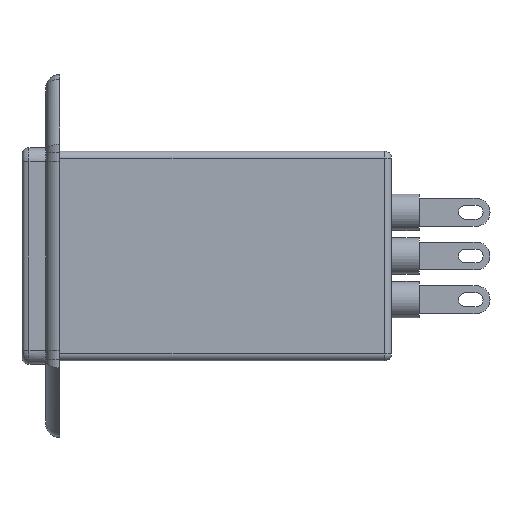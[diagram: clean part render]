
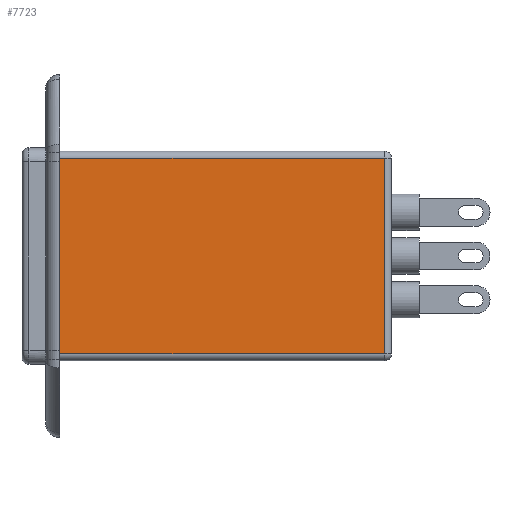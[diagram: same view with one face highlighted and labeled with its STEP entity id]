
A CAD part, front view. The second image highlights one B-rep face of the part: STEP entity #7723.
In plain terms, the highlighted planar face has unit normal (0, -1, 0).
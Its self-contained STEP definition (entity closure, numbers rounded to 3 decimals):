
#143 = DIRECTION ( 'NONE',  ( 1., 0., 0. ) ) ;
#381 = VERTEX_POINT ( 'NONE', #2765 ) ;
#639 = VERTEX_POINT ( 'NONE', #6458 ) ;
#772 = LINE ( 'NONE', #8226, #7570 ) ;
#794 = CARTESIAN_POINT ( 'NONE',  ( 5.4, -22., 30.5 ) ) ;
#1120 = EDGE_CURVE ( 'NONE', #7442, #1253, #772, .T. ) ;
#1253 = VERTEX_POINT ( 'NONE', #7876 ) ;
#1630 = DIRECTION ( 'NONE',  ( 0., 1., 0. ) ) ;
#1675 = EDGE_CURVE ( 'NONE', #1253, #381, #2108, .T. ) ;
#2072 = ORIENTED_EDGE ( 'NONE', *, *, #1675, .T. ) ;
#2091 = EDGE_CURVE ( 'NONE', #639, #7442, #6577, .T. ) ;
#2108 = LINE ( 'NONE', #5713, #5853 ) ;
#2382 = ORIENTED_EDGE ( 'NONE', *, *, #8406, .T. ) ;
#2765 = CARTESIAN_POINT ( 'NONE',  ( 51.9, -22., 29.5 ) ) ;
#2988 = DIRECTION ( 'NONE',  ( 0., 0., 1. ) ) ;
#3012 = CARTESIAN_POINT ( 'NONE',  ( 52.9, -22., 30.5 ) ) ;
#4036 = VECTOR ( 'NONE', #6012, 1000. ) ;
#5018 = FACE_OUTER_BOUND ( 'NONE', #6522, .T. ) ;
#5284 = CARTESIAN_POINT ( 'NONE',  ( 52.9, -22., 29.5 ) ) ;
#5517 = AXIS2_PLACEMENT_3D ( 'NONE', #3012, #1630, #2988 ) ;
#5713 = CARTESIAN_POINT ( 'NONE',  ( 51.9, -22., 30.5 ) ) ;
#5786 = LINE ( 'NONE', #5284, #4036 ) ;
#5853 = VECTOR ( 'NONE', #6271, 1000. ) ;
#6012 = DIRECTION ( 'NONE',  ( -1., 0., 0. ) ) ;
#6083 = DIRECTION ( 'NONE',  ( 0., 0., -1. ) ) ;
#6271 = DIRECTION ( 'NONE',  ( 0., 0., 1. ) ) ;
#6458 = CARTESIAN_POINT ( 'NONE',  ( 5.4, -22., 29.5 ) ) ;
#6510 = CARTESIAN_POINT ( 'NONE',  ( 5.4, -22., 1.5 ) ) ;
#6522 = EDGE_LOOP ( 'NONE', ( #6856, #7289, #2072, #2382 ) ) ;
#6577 = LINE ( 'NONE', #794, #6988 ) ;
#6856 = ORIENTED_EDGE ( 'NONE', *, *, #2091, .T. ) ;
#6988 = VECTOR ( 'NONE', #6083, 1000. ) ;
#7289 = ORIENTED_EDGE ( 'NONE', *, *, #1120, .T. ) ;
#7442 = VERTEX_POINT ( 'NONE', #6510 ) ;
#7570 = VECTOR ( 'NONE', #143, 1000. ) ;
#7723 = ADVANCED_FACE ( 'NONE', ( #5018 ), #8372, .F. ) ;
#7876 = CARTESIAN_POINT ( 'NONE',  ( 51.9, -22., 1.5 ) ) ;
#8226 = CARTESIAN_POINT ( 'NONE',  ( 52.9, -22., 1.5 ) ) ;
#8372 = PLANE ( 'NONE',  #5517 ) ;
#8406 = EDGE_CURVE ( 'NONE', #381, #639, #5786, .T. ) ;
